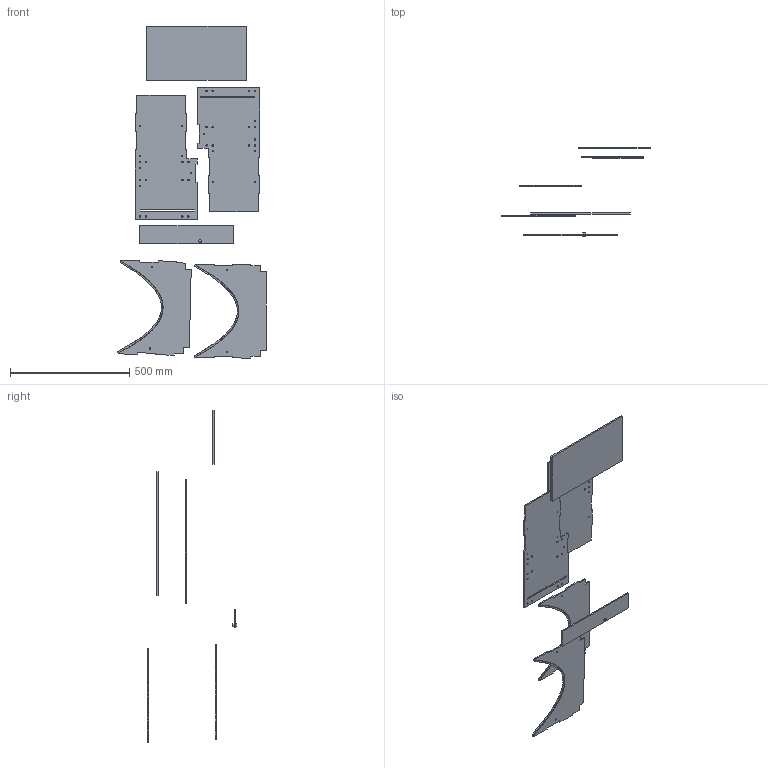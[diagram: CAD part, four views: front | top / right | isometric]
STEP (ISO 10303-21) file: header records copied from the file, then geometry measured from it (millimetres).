
FILE_DESCRIPTION(/* description */ (''),/* implementation_level */ '2;1');
FILE_NAME(/* name */ 'Laser Cut Part.step',/* time_stamp */ '2022-09-19T20:41:06-04:00',/* author */ (''),/* organization */ (''),/* preprocessor_version */ 'ST-DEVELOPER v19',/* originating_system */ 'Autodesk Translation Framework v11.7.0.108',/* authorisation */ '');
FILE_SCHEMA (('AUTOMOTIVE_DESIGN { 1 0 10303 214 3 1 1 }'));
Length unit declared in the file: millimetre
Products named in the file (6): v3 v3; Right; Left; Stand1; Top; Bottom
Assembly tree (5 placements, depth 2):
  v3 v3
    Right
    Left
    Stand1
    Top
    Bottom
Bounding box: 621.7 x 376.67 x 1392.34 mm (x, y, z)
Volume: 2648130.9 mm3; surface area: 1072171.1 mm2
Topology: 6 solids, 6 shells, 874 faces, 2580 edges, 1720 vertices
Faces by surface type: plane 716, bspline 147, cylinder 11
Full cylindrical faces by diameter (mm): 5 x6, 11.612 x1
Entity records: 30868 total; most frequent: CARTESIAN_POINT 8157, ORIENTED_EDGE 5160, DIRECTION 3789, EDGE_CURVE 2580, LINE 2263, VECTOR 2263, VERTEX_POINT 1720, EDGE_LOOP 968
